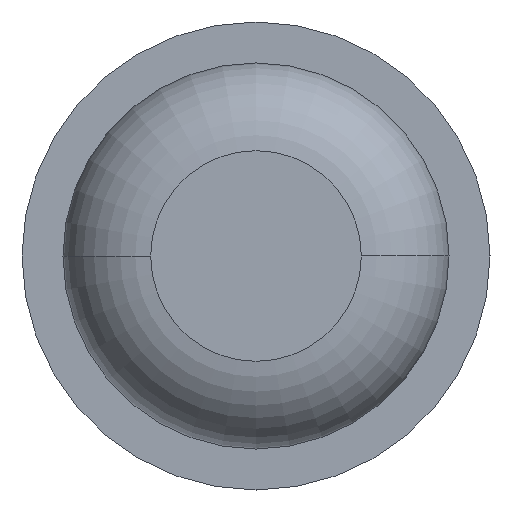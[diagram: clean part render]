
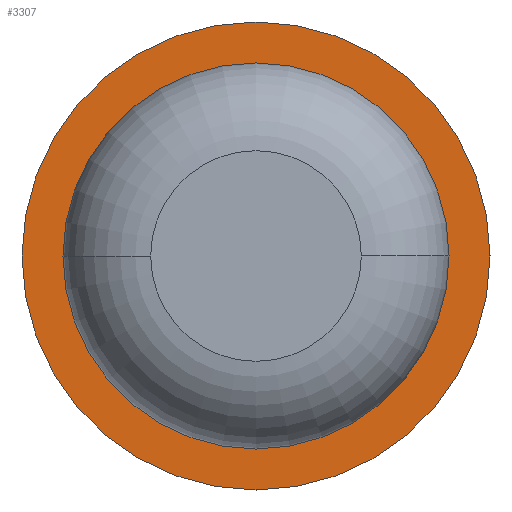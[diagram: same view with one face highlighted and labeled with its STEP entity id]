
A CAD part, front view. The second image highlights one B-rep face of the part: STEP entity #3307.
In plain terms, the highlighted planar face has unit normal (0, -1, 0).
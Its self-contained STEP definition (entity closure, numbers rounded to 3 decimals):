
#195 = DIRECTION ( 'NONE',  ( 0., 1., 0. ) ) ;
#327 = CIRCLE ( 'NONE', #2221, 0.825 ) ;
#581 = CARTESIAN_POINT ( 'NONE',  ( 0., -6., 0. ) ) ;
#594 = CARTESIAN_POINT ( 'NONE',  ( 0., -6., 0. ) ) ;
#830 = CIRCLE ( 'NONE', #2817, 0.825 ) ;
#858 = CARTESIAN_POINT ( 'NONE',  ( 1., -6., 0. ) ) ;
#879 = DIRECTION ( 'NONE',  ( -1., 0., 0. ) ) ;
#930 = CIRCLE ( 'NONE', #2584, 1. ) ;
#949 = AXIS2_PLACEMENT_3D ( 'NONE', #2324, #1764, #2057 ) ;
#1320 = FACE_OUTER_BOUND ( 'NONE', #3427, .T. ) ;
#1363 = ORIENTED_EDGE ( 'NONE', *, *, #1791, .T. ) ;
#1492 = CARTESIAN_POINT ( 'NONE',  ( -1., -6., 0. ) ) ;
#1517 = EDGE_CURVE ( 'Defeature ausgef�hrt1_5+Defeature ausgef�hrt1_0+Defeature ausgef�hrt1_0+Defeature ausgef�hrt1_0', #2176, #2003, #327, .T. ) ;
#1573 = ORIENTED_EDGE ( 'NONE', *, *, #2400, .F. ) ;
#1620 = CARTESIAN_POINT ( 'NONE',  ( 0., -6., 0. ) ) ;
#1712 = CIRCLE ( 'NONE', #2993, 1. ) ;
#1764 = DIRECTION ( 'NONE',  ( 0., 1., 0. ) ) ;
#1791 = EDGE_CURVE ( 'Defeature ausgef�hrt1_5+Defeature ausgef�hrt1_0+Defeature ausgef�hrt1_0+Defeature ausgef�hrt1_0', #2003, #2176, #830, .T. ) ;
#1859 = DIRECTION ( 'NONE',  ( -1., 0., 0. ) ) ;
#1999 = EDGE_CURVE ( 'Defeature ausgef�hrt1_6+Defeature ausgef�hrt1_5+Defeature ausgef�hrt1_5+Defeature ausgef�hrt1_5', #3533, #3608, #930, .T. ) ;
#2003 = VERTEX_POINT ( 'NONE', #2546 ) ;
#2012 = CARTESIAN_POINT ( 'NONE',  ( 0., -6., 0. ) ) ;
#2030 = PLANE ( 'NONE',  #949 ) ;
#2057 = DIRECTION ( 'NONE',  ( -1., 0., 0. ) ) ;
#2176 = VERTEX_POINT ( 'NONE', #3032 ) ;
#2221 = AXIS2_PLACEMENT_3D ( 'NONE', #581, #2572, #879 ) ;
#2273 = DIRECTION ( 'NONE',  ( 0., 1., 0. ) ) ;
#2323 = DIRECTION ( 'NONE',  ( -1., 0., 0. ) ) ;
#2324 = CARTESIAN_POINT ( 'NONE',  ( 0.825, -6., 0. ) ) ;
#2400 = EDGE_CURVE ( 'Defeature ausgef�hrt1_6+Defeature ausgef�hrt1_5+Defeature ausgef�hrt1_5+Defeature ausgef�hrt1_5', #3608, #3533, #1712, .T. ) ;
#2447 = ORIENTED_EDGE ( 'NONE', *, *, #1999, .F. ) ;
#2546 = CARTESIAN_POINT ( 'NONE',  ( 0.825, -6., 0. ) ) ;
#2572 = DIRECTION ( 'NONE',  ( 0., 1., 0. ) ) ;
#2584 = AXIS2_PLACEMENT_3D ( 'NONE', #2012, #2273, #2323 ) ;
#2657 = FACE_BOUND ( 'NONE', #3394, .T. ) ;
#2817 = AXIS2_PLACEMENT_3D ( 'NONE', #1620, #195, #1859 ) ;
#2822 = ORIENTED_EDGE ( 'NONE', *, *, #1517, .T. ) ;
#2871 = DIRECTION ( 'NONE',  ( 0., 1., 0. ) ) ;
#2993 = AXIS2_PLACEMENT_3D ( 'NONE', #594, #2871, #3433 ) ;
#3032 = CARTESIAN_POINT ( 'NONE',  ( -0.825, -6., 0. ) ) ;
#3307 = ADVANCED_FACE ( 'Defeature ausgef�hrt1_5', ( #1320, #2657 ), #2030, .F. ) ;
#3394 = EDGE_LOOP ( 'NONE', ( #2822, #1363 ) ) ;
#3427 = EDGE_LOOP ( 'NONE', ( #1573, #2447 ) ) ;
#3433 = DIRECTION ( 'NONE',  ( -1., 0., 0. ) ) ;
#3533 = VERTEX_POINT ( 'NONE', #858 ) ;
#3608 = VERTEX_POINT ( 'NONE', #1492 ) ;
